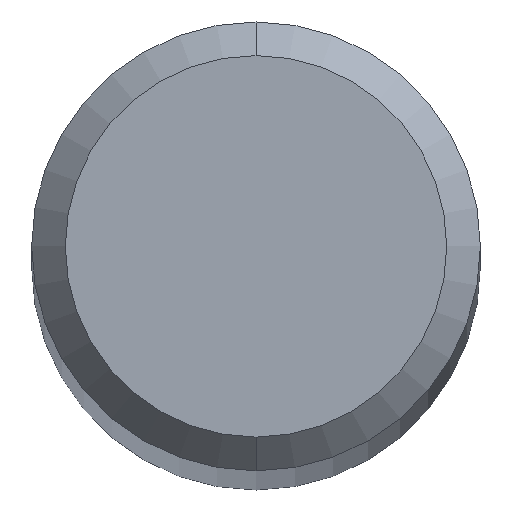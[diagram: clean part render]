
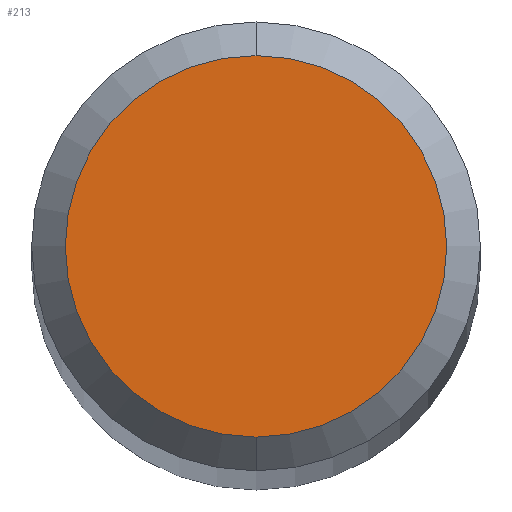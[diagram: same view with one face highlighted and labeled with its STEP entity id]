
A CAD part, top view. The second image highlights one B-rep face of the part: STEP entity #213.
In plain terms, the highlighted planar face has unit normal (0, 0, 1).
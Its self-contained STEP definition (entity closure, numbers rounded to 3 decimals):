
#159=EDGE_CURVE('',#385,#315,#419,.T.);
#213=ADVANCED_FACE('',(#477),#478,.T.);
#315=VERTEX_POINT('',#594);
#377=EDGE_CURVE('',#315,#385,#659,.T.);
#385=VERTEX_POINT('',#667);
#419=CIRCLE('',#697,1.7);
#477=FACE_OUTER_BOUND('',#822,.T.);
#478=PLANE('',#823);
#594=CARTESIAN_POINT('',(0.0,1.7,0.0));
#659=CIRCLE('',#1229,1.7);
#667=CARTESIAN_POINT('',(0.,-1.7,0.0));
#697=AXIS2_PLACEMENT_3D('',#1255,#1256,#1257);
#822=EDGE_LOOP('',(#1311,#1312));
#823=AXIS2_PLACEMENT_3D('',#1313,#1314,#1315);
#1229=AXIS2_PLACEMENT_3D('',#1515,#1516,#1517);
#1255=CARTESIAN_POINT('',(0.0,0.0,0.0));
#1256=DIRECTION('',(0.0,0.0,-1.0));
#1257=DIRECTION('',(0.0,1.0,0.0));
#1311=ORIENTED_EDGE('',*,*,#377,.F.);
#1312=ORIENTED_EDGE('',*,*,#159,.F.);
#1313=CARTESIAN_POINT('',(0.0,0.85,0.0));
#1314=DIRECTION('',(-0.0,0.0,1.0));
#1315=DIRECTION('',(0.0,-1.0,0.0));
#1515=CARTESIAN_POINT('',(0.0,0.0,0.0));
#1516=DIRECTION('',(0.0,0.0,-1.0));
#1517=DIRECTION('',(0.0,1.0,0.0));
